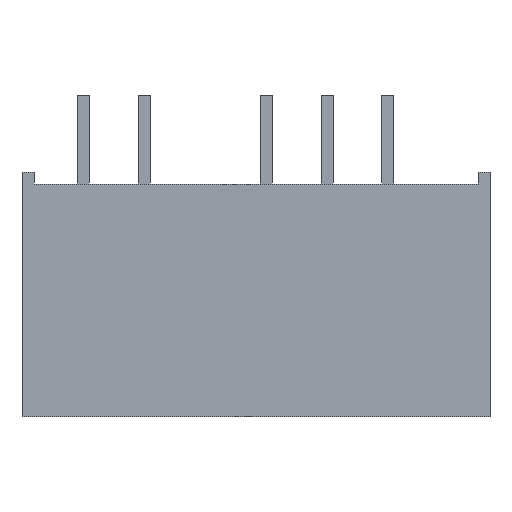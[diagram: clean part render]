
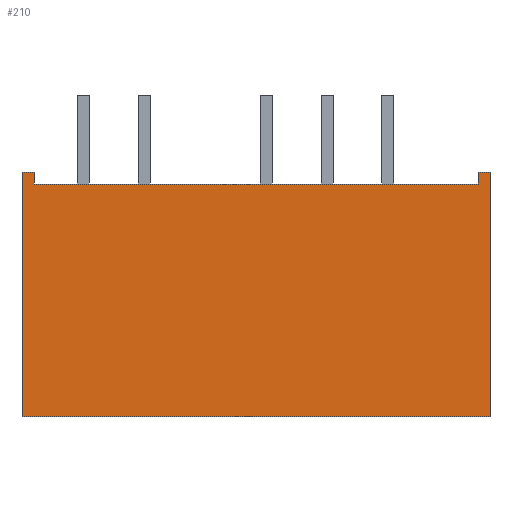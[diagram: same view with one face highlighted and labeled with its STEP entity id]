
A CAD part, front view. The second image highlights one B-rep face of the part: STEP entity #210.
In plain terms, the highlighted planar face has unit normal (0, -1, 0).
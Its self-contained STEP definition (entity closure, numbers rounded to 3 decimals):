
#2 = CARTESIAN_POINT ( 'NONE',  ( -10.175, -3.8, 9.7 ) ) ;
#7 = EDGE_CURVE ( 'NONE', #577, #438, #194, .T. ) ;
#9 = CARTESIAN_POINT ( 'NONE',  ( -9.775, -3.8, 10.2 ) ) ;
#16 = CARTESIAN_POINT ( 'NONE',  ( -9.25, -3.8, 9.7 ) ) ;
#33 = DIRECTION ( 'NONE',  ( 1., 0., 0. ) ) ;
#37 = ORIENTED_EDGE ( 'NONE', *, *, #352, .F. ) ;
#42 = PLANE ( 'NONE',  #442 ) ;
#48 = EDGE_CURVE ( 'NONE', #299, #438, #305, .T. ) ;
#60 = CARTESIAN_POINT ( 'NONE',  ( -9.75, -3.8, 10.2 ) ) ;
#63 = DIRECTION ( 'NONE',  ( 0., 0., 1. ) ) ;
#65 = VECTOR ( 'NONE', #66, 1000. ) ;
#66 = DIRECTION ( 'NONE',  ( 1., 0., 0. ) ) ;
#82 = CARTESIAN_POINT ( 'NONE',  ( -9.75, -3.8, 0. ) ) ;
#87 = LINE ( 'NONE', #319, #597 ) ;
#103 = DIRECTION ( 'NONE',  ( 1., 0., 0. ) ) ;
#107 = ORIENTED_EDGE ( 'NONE', *, *, #344, .T. ) ;
#112 = VECTOR ( 'NONE', #500, 1000. ) ;
#114 = CARTESIAN_POINT ( 'NONE',  ( 9.75, -3.8, 10.71 ) ) ;
#126 = CARTESIAN_POINT ( 'NONE',  ( -10.725, -3.8, 10.2 ) ) ;
#148 = LINE ( 'NONE', #114, #261 ) ;
#156 = CARTESIAN_POINT ( 'NONE',  ( 9.75, -3.8, 0. ) ) ;
#159 = CARTESIAN_POINT ( 'NONE',  ( 9.75, -3.8, 10.2 ) ) ;
#169 = CARTESIAN_POINT ( 'NONE',  ( 9.25, -3.8, 10.2 ) ) ;
#174 = ORIENTED_EDGE ( 'NONE', *, *, #401, .T. ) ;
#194 = LINE ( 'NONE', #9, #65 ) ;
#210 = ADVANCED_FACE ( 'NONE', ( #475 ), #42, .T. ) ;
#220 = CARTESIAN_POINT ( 'NONE',  ( 9.25, -3.8, 9.675 ) ) ;
#228 = ORIENTED_EDGE ( 'NONE', *, *, #7, .F. ) ;
#237 = DIRECTION ( 'NONE',  ( 0., 0., -1. ) ) ;
#244 = LINE ( 'NONE', #220, #345 ) ;
#246 = EDGE_CURVE ( 'NONE', #299, #454, #416, .T. ) ;
#253 = CARTESIAN_POINT ( 'NONE',  ( -9.25, -3.8, 10.71 ) ) ;
#261 = VECTOR ( 'NONE', #63, 1000. ) ;
#273 = LINE ( 'NONE', #126, #112 ) ;
#276 = VERTEX_POINT ( 'NONE', #159 ) ;
#287 = EDGE_LOOP ( 'NONE', ( #107, #346, #37, #479, #511, #228, #567, #174 ) ) ;
#294 = VECTOR ( 'NONE', #103, 1000. ) ;
#299 = VERTEX_POINT ( 'NONE', #16 ) ;
#305 = LINE ( 'NONE', #253, #541 ) ;
#319 = CARTESIAN_POINT ( 'NONE',  ( -10.725, -3.8, 0. ) ) ;
#340 = EDGE_CURVE ( 'NONE', #276, #351, #273, .T. ) ;
#344 = EDGE_CURVE ( 'NONE', #554, #276, #148, .T. ) ;
#345 = VECTOR ( 'NONE', #402, 1000. ) ;
#346 = ORIENTED_EDGE ( 'NONE', *, *, #340, .T. ) ;
#351 = VERTEX_POINT ( 'NONE', #169 ) ;
#352 = EDGE_CURVE ( 'NONE', #454, #351, #244, .T. ) ;
#361 = DIRECTION ( 'NONE',  ( 0., 0., 1. ) ) ;
#362 = CARTESIAN_POINT ( 'NONE',  ( -9.25, -3.8, 10.2 ) ) ;
#401 = EDGE_CURVE ( 'NONE', #419, #554, #87, .T. ) ;
#402 = DIRECTION ( 'NONE',  ( 0., 0., 1. ) ) ;
#408 = CARTESIAN_POINT ( 'NONE',  ( 9.25, -3.8, 9.7 ) ) ;
#414 = CARTESIAN_POINT ( 'NONE',  ( -10.725, -3.8, 10.71 ) ) ;
#416 = LINE ( 'NONE', #2, #294 ) ;
#419 = VERTEX_POINT ( 'NONE', #82 ) ;
#423 = VECTOR ( 'NONE', #573, 1000. ) ;
#438 = VERTEX_POINT ( 'NONE', #362 ) ;
#442 = AXIS2_PLACEMENT_3D ( 'NONE', #414, #518, #237 ) ;
#454 = VERTEX_POINT ( 'NONE', #408 ) ;
#474 = EDGE_CURVE ( 'NONE', #577, #419, #559, .T. ) ;
#475 = FACE_OUTER_BOUND ( 'NONE', #287, .T. ) ;
#479 = ORIENTED_EDGE ( 'NONE', *, *, #246, .F. ) ;
#500 = DIRECTION ( 'NONE',  ( -1., 0., 0. ) ) ;
#511 = ORIENTED_EDGE ( 'NONE', *, *, #48, .T. ) ;
#518 = DIRECTION ( 'NONE',  ( 0., -1., 0. ) ) ;
#541 = VECTOR ( 'NONE', #361, 1000. ) ;
#554 = VERTEX_POINT ( 'NONE', #156 ) ;
#556 = CARTESIAN_POINT ( 'NONE',  ( -9.75, -3.8, 10.71 ) ) ;
#559 = LINE ( 'NONE', #556, #423 ) ;
#567 = ORIENTED_EDGE ( 'NONE', *, *, #474, .T. ) ;
#573 = DIRECTION ( 'NONE',  ( 0., 0., -1. ) ) ;
#577 = VERTEX_POINT ( 'NONE', #60 ) ;
#597 = VECTOR ( 'NONE', #33, 1000. ) ;
